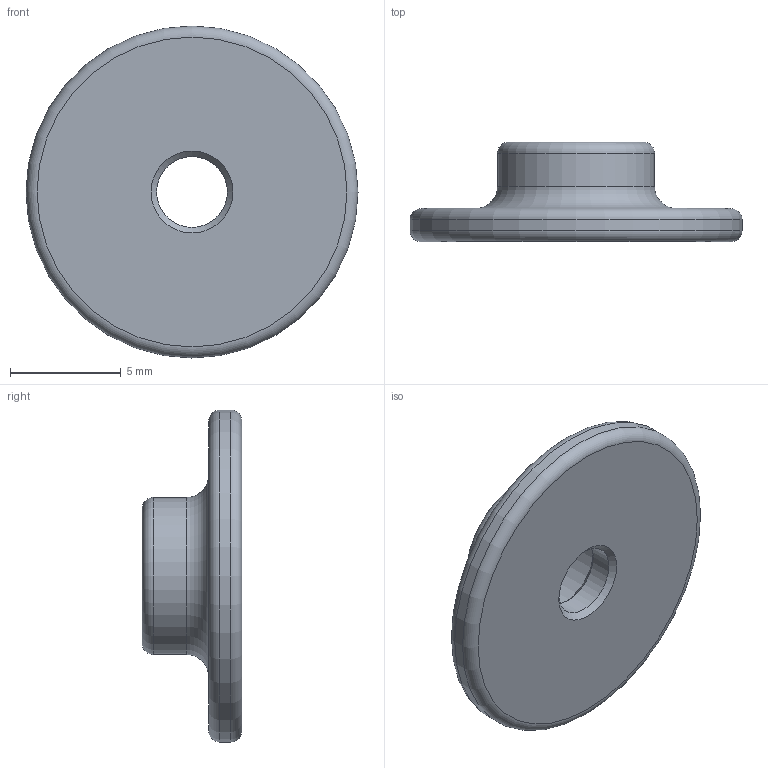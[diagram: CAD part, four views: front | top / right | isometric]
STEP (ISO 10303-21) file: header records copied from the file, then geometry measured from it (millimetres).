
FILE_DESCRIPTION(/* description */ (''),/* implementation_level */ '2;1');
FILE_NAME(/* name */ 'BoxWasher.stp',/* time_stamp */ '2023-11-15T18:38:15-06:00',/* author */ ('Eric'),/* organization */ (''),/* preprocessor_version */ 'ST-DEVELOPER v19',/* originating_system */ 'Autodesk Inventor 2023',/* authorisation */ '');
FILE_SCHEMA (('AUTOMOTIVE_DESIGN { 1 0 10303 214 3 1 1 }'));
Length unit declared in the file: millimetre
Products named in the file (1): BoxWasher
Bounding box: 15 x 4.5 x 15 mm (x, y, z)
Volume: 308.3 mm3; surface area: 498.6 mm2
Topology: 1 solids, 1 shells, 15 faces, 31 edges, 20 vertices
Faces by surface type: torus 4, cylinder 4, plane 4, cone 3
Full cylindrical faces by diameter (mm): 3.2 x1, 5.1 x1, 7.1 x1, 15 x1
Entity records: 460 total; most frequent: DIRECTION 87, CARTESIAN_POINT 67, ORIENTED_EDGE 62, AXIS2_PLACEMENT_3D 40, EDGE_CURVE 31, CIRCLE 24, VERTEX_POINT 20, EDGE_LOOP 19
